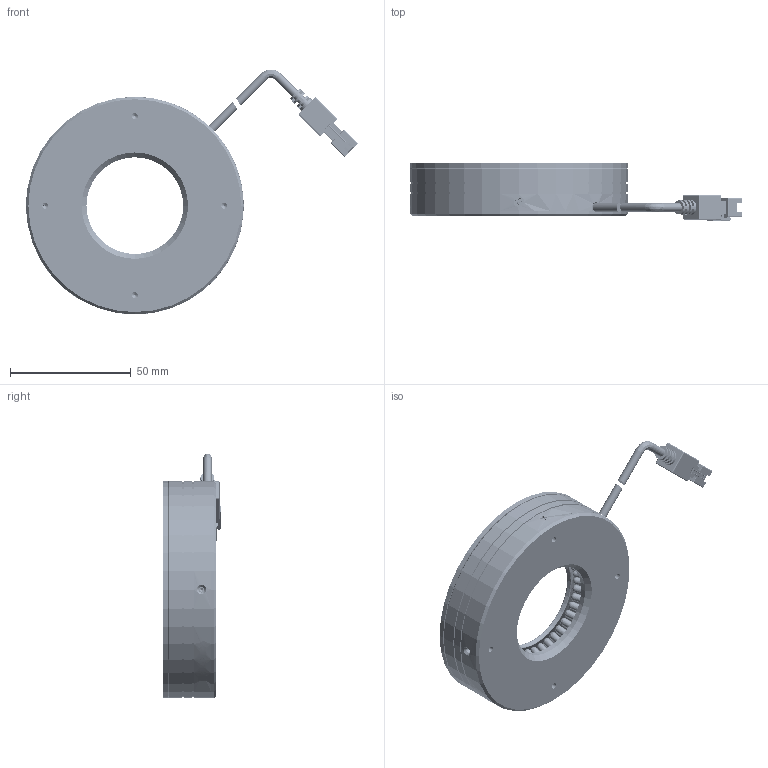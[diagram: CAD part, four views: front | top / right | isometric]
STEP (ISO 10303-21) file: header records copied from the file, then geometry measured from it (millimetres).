
FILE_DESCRIPTION (( 'STEP AP214' ), '1' );
FILE_NAME ('660007-G.STEP', '2019-03-22T08:47:39', ( 'user' ), ( '微软中国' ), 'SwSTEP 2.0', 'SolidWorks 2016', '' );
FILE_SCHEMA (( 'AUTOMOTIVE_DESIGN' ));
Length unit declared in the file: millimetre
Products named in the file (1): 660007-G
Bounding box: 137.28 x 24.15 x 101.29 mm (x, y, z)
Volume: 78786.1 mm3; surface area: 78720.4 mm2
Topology: 201 solids, 201 shells, 4314 faces, 10127 edges, 6598 vertices
Faces by surface type: plane 2669, cylinder 1337, bspline 227, cone 81
Entity records: 184005 total; most frequent: CARTESIAN_POINT 36533, DIRECTION 20037, ORIENTED_EDGE 19446, EDGE_CURVE 9723, AXIS2_PLACEMENT_3D 6810, VERTEX_POINT 6598, VECTOR 6417, LINE 6417
